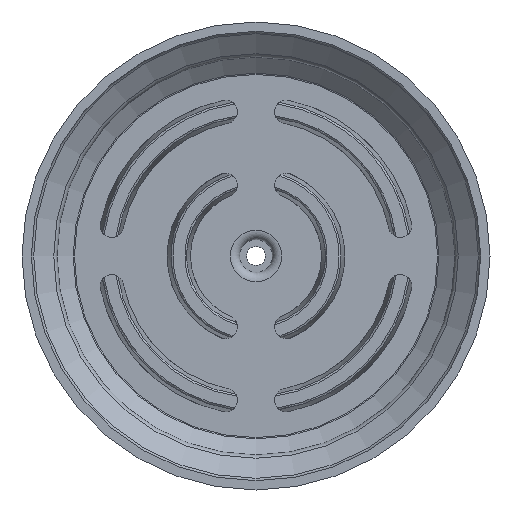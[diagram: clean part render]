
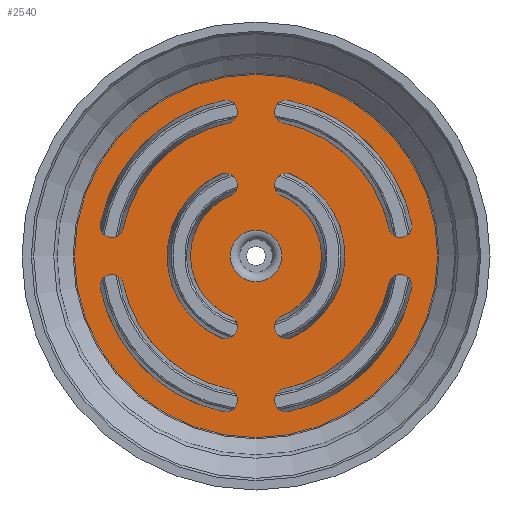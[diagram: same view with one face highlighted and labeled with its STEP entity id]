
A CAD part, front view. The second image highlights one B-rep face of the part: STEP entity #2540.
In plain terms, the highlighted planar face has unit normal (0, -1, 0).
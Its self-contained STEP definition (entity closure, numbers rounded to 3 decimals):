
#280=ORIENTED_EDGE('',*,*,#781,.T.);
#281=ORIENTED_EDGE('',*,*,#782,.T.);
#282=ORIENTED_EDGE('',*,*,#783,.T.);
#283=ORIENTED_EDGE('',*,*,#784,.F.);
#284=ORIENTED_EDGE('',*,*,#785,.T.);
#285=ORIENTED_EDGE('',*,*,#786,.T.);
#286=ORIENTED_EDGE('',*,*,#787,.T.);
#287=ORIENTED_EDGE('',*,*,#788,.T.);
#288=ORIENTED_EDGE('',*,*,#789,.F.);
#289=ORIENTED_EDGE('',*,*,#790,.T.);
#290=ORIENTED_EDGE('',*,*,#791,.T.);
#291=ORIENTED_EDGE('',*,*,#792,.T.);
#292=ORIENTED_EDGE('',*,*,#793,.F.);
#293=ORIENTED_EDGE('',*,*,#794,.T.);
#294=ORIENTED_EDGE('',*,*,#795,.T.);
#295=ORIENTED_EDGE('',*,*,#796,.F.);
#296=ORIENTED_EDGE('',*,*,#797,.T.);
#297=ORIENTED_EDGE('',*,*,#780,.F.);
#298=ORIENTED_EDGE('',*,*,#798,.T.);
#299=ORIENTED_EDGE('',*,*,#799,.T.);
#300=ORIENTED_EDGE('',*,*,#800,.T.);
#301=ORIENTED_EDGE('',*,*,#801,.F.);
#302=ORIENTED_EDGE('',*,*,#802,.T.);
#303=ORIENTED_EDGE('',*,*,#803,.T.);
#304=ORIENTED_EDGE('',*,*,#804,.T.);
#305=ORIENTED_EDGE('',*,*,#805,.F.);
#780=EDGE_CURVE('',#1031,#1031,#1210,.T.);
#781=EDGE_CURVE('',#1032,#1032,#1211,.T.);
#782=EDGE_CURVE('',#1033,#1034,#1212,.T.);
#783=EDGE_CURVE('',#1034,#1035,#1213,.T.);
#784=EDGE_CURVE('',#1036,#1035,#1214,.T.);
#785=EDGE_CURVE('',#1036,#1033,#1215,.T.);
#786=EDGE_CURVE('',#1037,#1038,#1216,.T.);
#787=EDGE_CURVE('',#1038,#1039,#1217,.T.);
#788=EDGE_CURVE('',#1039,#1040,#1218,.T.);
#789=EDGE_CURVE('',#1037,#1040,#1219,.T.);
#790=EDGE_CURVE('',#1041,#1042,#1220,.T.);
#791=EDGE_CURVE('',#1042,#1043,#1221,.T.);
#792=EDGE_CURVE('',#1043,#1044,#1222,.T.);
#793=EDGE_CURVE('',#1041,#1044,#1223,.T.);
#794=EDGE_CURVE('',#1045,#1046,#1224,.T.);
#795=EDGE_CURVE('',#1046,#1047,#1225,.T.);
#796=EDGE_CURVE('',#1048,#1047,#1226,.T.);
#797=EDGE_CURVE('',#1048,#1045,#1227,.T.);
#798=EDGE_CURVE('',#1049,#1050,#1228,.T.);
#799=EDGE_CURVE('',#1050,#1051,#1229,.T.);
#800=EDGE_CURVE('',#1051,#1052,#1230,.T.);
#801=EDGE_CURVE('',#1049,#1052,#1231,.T.);
#802=EDGE_CURVE('',#1053,#1054,#1232,.T.);
#803=EDGE_CURVE('',#1054,#1055,#1233,.T.);
#804=EDGE_CURVE('',#1055,#1056,#1234,.T.);
#805=EDGE_CURVE('',#1053,#1056,#1235,.T.);
#1031=VERTEX_POINT('',#3466);
#1032=VERTEX_POINT('',#3469);
#1033=VERTEX_POINT('',#3471);
#1034=VERTEX_POINT('',#3472);
#1035=VERTEX_POINT('',#3474);
#1036=VERTEX_POINT('',#3476);
#1037=VERTEX_POINT('',#3479);
#1038=VERTEX_POINT('',#3480);
#1039=VERTEX_POINT('',#3482);
#1040=VERTEX_POINT('',#3484);
#1041=VERTEX_POINT('',#3487);
#1042=VERTEX_POINT('',#3488);
#1043=VERTEX_POINT('',#3490);
#1044=VERTEX_POINT('',#3492);
#1045=VERTEX_POINT('',#3495);
#1046=VERTEX_POINT('',#3496);
#1047=VERTEX_POINT('',#3498);
#1048=VERTEX_POINT('',#3500);
#1049=VERTEX_POINT('',#3503);
#1050=VERTEX_POINT('',#3504);
#1051=VERTEX_POINT('',#3506);
#1052=VERTEX_POINT('',#3508);
#1053=VERTEX_POINT('',#3511);
#1054=VERTEX_POINT('',#3512);
#1055=VERTEX_POINT('',#3514);
#1056=VERTEX_POINT('',#3516);
#1210=CIRCLE('',#2669,5.5);
#1211=CIRCLE('',#2671,38.805);
#1212=CIRCLE('',#2672,34.);
#1213=CIRCLE('',#2673,2.5);
#1214=CIRCLE('',#2674,29.);
#1215=CIRCLE('',#2675,2.5);
#1216=CIRCLE('',#2676,2.5);
#1217=CIRCLE('',#2677,34.);
#1218=CIRCLE('',#2678,2.5);
#1219=CIRCLE('',#2679,29.);
#1220=CIRCLE('',#2680,2.5);
#1221=CIRCLE('',#2681,34.);
#1222=CIRCLE('',#2682,2.5);
#1223=CIRCLE('',#2683,29.);
#1224=CIRCLE('',#2684,34.);
#1225=CIRCLE('',#2685,2.5);
#1226=CIRCLE('',#2686,29.);
#1227=CIRCLE('',#2687,2.5);
#1228=CIRCLE('',#2688,2.5);
#1229=CIRCLE('',#2689,19.);
#1230=CIRCLE('',#2690,2.5);
#1231=CIRCLE('',#2691,14.);
#1232=CIRCLE('',#2692,2.5);
#1233=CIRCLE('',#2693,19.);
#1234=CIRCLE('',#2694,2.5);
#1235=CIRCLE('',#2695,14.);
#1343=EDGE_LOOP('',(#280));
#1344=EDGE_LOOP('',(#281,#282,#283,#284));
#1345=EDGE_LOOP('',(#285,#286,#287,#288));
#1346=EDGE_LOOP('',(#289,#290,#291,#292));
#1347=EDGE_LOOP('',(#293,#294,#295,#296));
#1348=EDGE_LOOP('',(#297));
#1349=EDGE_LOOP('',(#298,#299,#300,#301));
#1350=EDGE_LOOP('',(#302,#303,#304,#305));
#1511=FACE_BOUND('',#1343,.T.);
#1512=FACE_BOUND('',#1344,.T.);
#1513=FACE_BOUND('',#1345,.T.);
#1514=FACE_BOUND('',#1346,.T.);
#1515=FACE_BOUND('',#1347,.T.);
#1516=FACE_BOUND('',#1348,.T.);
#1517=FACE_BOUND('',#1349,.T.);
#1518=FACE_BOUND('',#1350,.T.);
#1674=PLANE('',#2670);
#2540=ADVANCED_FACE('',(#1511,#1512,#1513,#1514,#1515,#1516,#1517,#1518),
#1674,.T.);
#2669=AXIS2_PLACEMENT_3D('',#3465,#2929,#2930);
#2670=AXIS2_PLACEMENT_3D('',#3467,#2931,#2932);
#2671=AXIS2_PLACEMENT_3D('',#3468,#2933,#2934);
#2672=AXIS2_PLACEMENT_3D('',#3470,#2935,#2936);
#2673=AXIS2_PLACEMENT_3D('',#3473,#2937,#2938);
#2674=AXIS2_PLACEMENT_3D('',#3475,#2939,#2940);
#2675=AXIS2_PLACEMENT_3D('',#3477,#2941,#2942);
#2676=AXIS2_PLACEMENT_3D('',#3478,#2943,#2944);
#2677=AXIS2_PLACEMENT_3D('',#3481,#2945,#2946);
#2678=AXIS2_PLACEMENT_3D('',#3483,#2947,#2948);
#2679=AXIS2_PLACEMENT_3D('',#3485,#2949,#2950);
#2680=AXIS2_PLACEMENT_3D('',#3486,#2951,#2952);
#2681=AXIS2_PLACEMENT_3D('',#3489,#2953,#2954);
#2682=AXIS2_PLACEMENT_3D('',#3491,#2955,#2956);
#2683=AXIS2_PLACEMENT_3D('',#3493,#2957,#2958);
#2684=AXIS2_PLACEMENT_3D('',#3494,#2959,#2960);
#2685=AXIS2_PLACEMENT_3D('',#3497,#2961,#2962);
#2686=AXIS2_PLACEMENT_3D('',#3499,#2963,#2964);
#2687=AXIS2_PLACEMENT_3D('',#3501,#2965,#2966);
#2688=AXIS2_PLACEMENT_3D('',#3502,#2967,#2968);
#2689=AXIS2_PLACEMENT_3D('',#3505,#2969,#2970);
#2690=AXIS2_PLACEMENT_3D('',#3507,#2971,#2972);
#2691=AXIS2_PLACEMENT_3D('',#3509,#2973,#2974);
#2692=AXIS2_PLACEMENT_3D('',#3510,#2975,#2976);
#2693=AXIS2_PLACEMENT_3D('',#3513,#2977,#2978);
#2694=AXIS2_PLACEMENT_3D('',#3515,#2979,#2980);
#2695=AXIS2_PLACEMENT_3D('',#3517,#2981,#2982);
#2929=DIRECTION('',(0.,-1.,0.));
#2930=DIRECTION('',(0.,0.,-1.));
#2931=DIRECTION('',(0.,-1.,0.));
#2932=DIRECTION('',(0.,0.,-1.));
#2933=DIRECTION('',(0.,-1.,0.));
#2934=DIRECTION('',(0.,0.,-1.));
#2935=DIRECTION('',(0.,1.,0.));
#2936=DIRECTION('',(1.,0.,0.));
#2937=DIRECTION('',(0.,1.,0.));
#2938=DIRECTION('',(1.,0.,0.));
#2939=DIRECTION('',(0.,1.,0.));
#2940=DIRECTION('',(1.,0.,0.));
#2941=DIRECTION('',(0.,1.,0.));
#2942=DIRECTION('',(1.,0.,0.));
#2943=DIRECTION('',(0.,1.,0.));
#2944=DIRECTION('',(1.,0.,0.));
#2945=DIRECTION('',(0.,1.,0.));
#2946=DIRECTION('',(1.,0.,0.));
#2947=DIRECTION('',(0.,1.,0.));
#2948=DIRECTION('',(1.,0.,0.));
#2949=DIRECTION('',(0.,1.,0.));
#2950=DIRECTION('',(1.,0.,0.));
#2951=DIRECTION('',(0.,1.,0.));
#2952=DIRECTION('',(1.,0.,0.));
#2953=DIRECTION('',(0.,1.,0.));
#2954=DIRECTION('',(1.,0.,0.));
#2955=DIRECTION('',(0.,1.,0.));
#2956=DIRECTION('',(1.,0.,0.));
#2957=DIRECTION('',(0.,1.,0.));
#2958=DIRECTION('',(1.,0.,0.));
#2959=DIRECTION('',(0.,1.,0.));
#2960=DIRECTION('',(1.,0.,0.));
#2961=DIRECTION('',(0.,1.,0.));
#2962=DIRECTION('',(1.,0.,0.));
#2963=DIRECTION('',(0.,1.,0.));
#2964=DIRECTION('',(1.,0.,0.));
#2965=DIRECTION('',(0.,1.,0.));
#2966=DIRECTION('',(1.,0.,0.));
#2967=DIRECTION('',(0.,1.,0.));
#2968=DIRECTION('',(1.,0.,0.));
#2969=DIRECTION('',(0.,1.,0.));
#2970=DIRECTION('',(1.,0.,0.));
#2971=DIRECTION('',(0.,1.,0.));
#2972=DIRECTION('',(1.,0.,0.));
#2973=DIRECTION('',(0.,1.,0.));
#2974=DIRECTION('',(1.,0.,0.));
#2975=DIRECTION('',(0.,1.,0.));
#2976=DIRECTION('',(1.,0.,0.));
#2977=DIRECTION('',(0.,1.,0.));
#2978=DIRECTION('',(1.,0.,0.));
#2979=DIRECTION('',(0.,1.,0.));
#2980=DIRECTION('',(1.,0.,0.));
#2981=DIRECTION('',(0.,1.,0.));
#2982=DIRECTION('',(1.,0.,0.));
#3465=CARTESIAN_POINT('',(0.,20.5,0.));
#3466=CARTESIAN_POINT('',(0.,20.5,-5.5));
#3467=CARTESIAN_POINT('',(34.341,20.5,0.));
#3468=CARTESIAN_POINT('',(0.,20.5,0.));
#3469=CARTESIAN_POINT('',(0.,20.5,-38.805));
#3470=CARTESIAN_POINT('',(0.,20.5,0.));
#3471=CARTESIAN_POINT('',(33.268,20.5,-7.016));
#3472=CARTESIAN_POINT('',(7.016,20.5,-33.268));
#3473=CARTESIAN_POINT('',(6.5,20.5,-30.822));
#3474=CARTESIAN_POINT('',(5.984,20.5,-28.376));
#3475=CARTESIAN_POINT('',(0.,20.5,0.));
#3476=CARTESIAN_POINT('',(28.376,20.5,-5.984));
#3477=CARTESIAN_POINT('',(30.822,20.5,-6.5));
#3478=CARTESIAN_POINT('',(6.5,20.5,30.822));
#3479=CARTESIAN_POINT('',(5.984,20.5,28.376));
#3480=CARTESIAN_POINT('',(7.016,20.5,33.268));
#3481=CARTESIAN_POINT('',(0.,20.5,0.));
#3482=CARTESIAN_POINT('',(33.268,20.5,7.016));
#3483=CARTESIAN_POINT('',(30.822,20.5,6.5));
#3484=CARTESIAN_POINT('',(28.376,20.5,5.984));
#3485=CARTESIAN_POINT('',(0.,20.5,0.));
#3486=CARTESIAN_POINT('',(-30.822,20.5,6.5));
#3487=CARTESIAN_POINT('',(-28.376,20.5,5.984));
#3488=CARTESIAN_POINT('',(-33.268,20.5,7.016));
#3489=CARTESIAN_POINT('',(0.,20.5,0.));
#3490=CARTESIAN_POINT('',(-7.016,20.5,33.268));
#3491=CARTESIAN_POINT('',(-6.5,20.5,30.822));
#3492=CARTESIAN_POINT('',(-5.984,20.5,28.376));
#3493=CARTESIAN_POINT('',(0.,20.5,0.));
#3494=CARTESIAN_POINT('',(0.,20.5,0.));
#3495=CARTESIAN_POINT('',(-7.016,20.5,-33.268));
#3496=CARTESIAN_POINT('',(-33.268,20.5,-7.016));
#3497=CARTESIAN_POINT('',(-30.822,20.5,-6.5));
#3498=CARTESIAN_POINT('',(-28.376,20.5,-5.984));
#3499=CARTESIAN_POINT('',(0.,20.5,0.));
#3500=CARTESIAN_POINT('',(-5.984,20.5,-28.376));
#3501=CARTESIAN_POINT('',(-6.5,20.5,-30.822));
#3502=CARTESIAN_POINT('',(6.5,20.5,15.166));
#3503=CARTESIAN_POINT('',(5.515,20.5,12.868));
#3504=CARTESIAN_POINT('',(7.485,20.5,17.464));
#3505=CARTESIAN_POINT('',(0.,20.5,0.));
#3506=CARTESIAN_POINT('',(7.485,20.5,-17.464));
#3507=CARTESIAN_POINT('',(6.5,20.5,-15.166));
#3508=CARTESIAN_POINT('',(5.515,20.5,-12.868));
#3509=CARTESIAN_POINT('',(0.,20.5,0.));
#3510=CARTESIAN_POINT('',(-6.5,20.5,-15.166));
#3511=CARTESIAN_POINT('',(-5.515,20.5,-12.868));
#3512=CARTESIAN_POINT('',(-7.485,20.5,-17.464));
#3513=CARTESIAN_POINT('',(0.,20.5,0.));
#3514=CARTESIAN_POINT('',(-7.485,20.5,17.464));
#3515=CARTESIAN_POINT('',(-6.5,20.5,15.166));
#3516=CARTESIAN_POINT('',(-5.515,20.5,12.868));
#3517=CARTESIAN_POINT('',(0.,20.5,0.));
